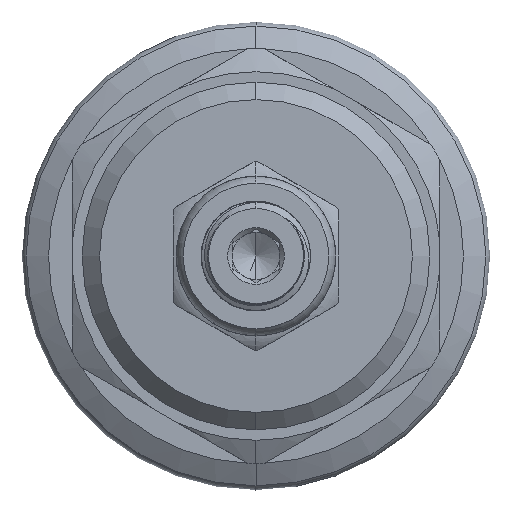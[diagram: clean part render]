
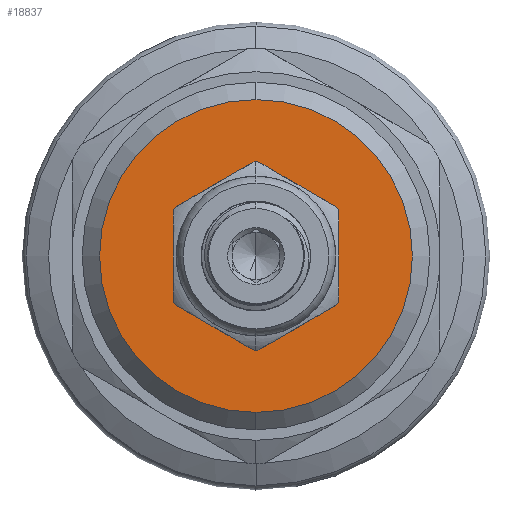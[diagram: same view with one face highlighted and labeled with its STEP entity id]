
A CAD part, left-side view. The second image highlights one B-rep face of the part: STEP entity #18837.
In plain terms, the highlighted planar face has unit normal (-1, 0, 0).
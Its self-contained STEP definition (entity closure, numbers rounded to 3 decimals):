
#160 = VERTEX_POINT ( 'NONE', #9632 ) ;
#956 = DIRECTION ( 'NONE',  ( -1., 0., 0. ) ) ;
#980 = EDGE_CURVE ( 'NONE', #9908, #2617, #12778, .T. ) ;
#1224 = AXIS2_PLACEMENT_3D ( 'NONE', #7438, #13239, #13354 ) ;
#1363 = AXIS2_PLACEMENT_3D ( 'NONE', #10665, #15126, #4773 ) ;
#2617 = VERTEX_POINT ( 'NONE', #17539 ) ;
#2923 = DIRECTION ( 'NONE',  ( 1., 0., 0. ) ) ;
#3826 = PLANE ( 'NONE',  #16939 ) ;
#3887 = DIRECTION ( 'NONE',  ( 0., 0., 1. ) ) ;
#3923 = ORIENTED_EDGE ( 'NONE', *, *, #5502, .T. ) ;
#4181 = DIRECTION ( 'NONE',  ( 0., 0., -1. ) ) ;
#4773 = DIRECTION ( 'NONE',  ( 0., 0., -1. ) ) ;
#5088 = FACE_OUTER_BOUND ( 'NONE', #8682, .T. ) ;
#5216 = ORIENTED_EDGE ( 'NONE', *, *, #7506, .F. ) ;
#5502 = EDGE_CURVE ( 'NONE', #7734, #160, #5764, .T. ) ;
#5764 = CIRCLE ( 'NONE', #7759, 6.875 ) ;
#5933 = EDGE_CURVE ( 'NONE', #160, #7734, #17923, .T. ) ;
#7438 = CARTESIAN_POINT ( 'NONE',  ( 0., 0., 0. ) ) ;
#7506 = EDGE_CURVE ( 'NONE', #2617, #9908, #14922, .T. ) ;
#7734 = VERTEX_POINT ( 'NONE', #17220 ) ;
#7759 = AXIS2_PLACEMENT_3D ( 'NONE', #18362, #18306, #13924 ) ;
#8109 = FACE_BOUND ( 'NONE', #18234, .T. ) ;
#8682 = EDGE_LOOP ( 'NONE', ( #5216, #13463 ) ) ;
#8998 = CARTESIAN_POINT ( 'NONE',  ( 0., 0., 13.5 ) ) ;
#9632 = CARTESIAN_POINT ( 'NONE',  ( 0., 0., -6.875 ) ) ;
#9764 = CARTESIAN_POINT ( 'NONE',  ( 0., 0., 0. ) ) ;
#9908 = VERTEX_POINT ( 'NONE', #8998 ) ;
#10665 = CARTESIAN_POINT ( 'NONE',  ( 0., 0., 0. ) ) ;
#11769 = CARTESIAN_POINT ( 'NONE',  ( 0., 0., 0. ) ) ;
#12778 = CIRCLE ( 'NONE', #1224, 13.5 ) ;
#12930 = ORIENTED_EDGE ( 'NONE', *, *, #5933, .T. ) ;
#13239 = DIRECTION ( 'NONE',  ( 1., 0., 0. ) ) ;
#13354 = DIRECTION ( 'NONE',  ( 0., 0., -1. ) ) ;
#13463 = ORIENTED_EDGE ( 'NONE', *, *, #980, .F. ) ;
#13924 = DIRECTION ( 'NONE',  ( 0., 0., -1. ) ) ;
#14749 = AXIS2_PLACEMENT_3D ( 'NONE', #11769, #2923, #4181 ) ;
#14922 = CIRCLE ( 'NONE', #1363, 13.5 ) ;
#15126 = DIRECTION ( 'NONE',  ( 1., 0., 0. ) ) ;
#16939 = AXIS2_PLACEMENT_3D ( 'NONE', #9764, #956, #3887 ) ;
#17220 = CARTESIAN_POINT ( 'NONE',  ( 0., 0., 6.875 ) ) ;
#17539 = CARTESIAN_POINT ( 'NONE',  ( 0., 0., -13.5 ) ) ;
#17923 = CIRCLE ( 'NONE', #14749, 6.875 ) ;
#18234 = EDGE_LOOP ( 'NONE', ( #3923, #12930 ) ) ;
#18306 = DIRECTION ( 'NONE',  ( 1., 0., 0. ) ) ;
#18362 = CARTESIAN_POINT ( 'NONE',  ( 0., 0., 0. ) ) ;
#18837 = ADVANCED_FACE ( 'NONE', ( #8109, #5088 ), #3826, .T. ) ;
